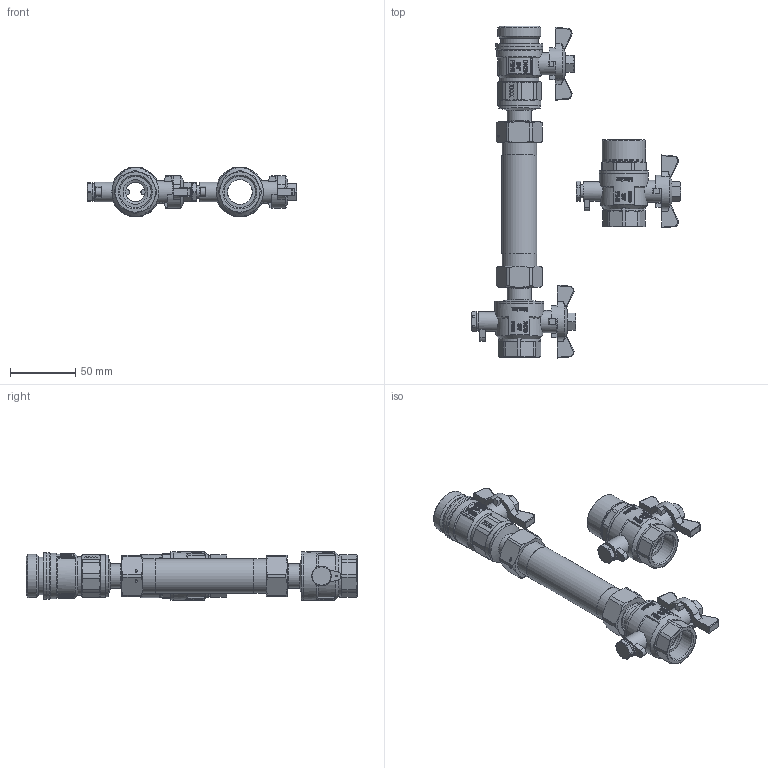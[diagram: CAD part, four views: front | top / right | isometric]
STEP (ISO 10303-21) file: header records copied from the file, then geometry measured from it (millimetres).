
FILE_DESCRIPTION(/* description */ ('Unknown'),/* implementation_level */ '2;1');
FILE_NAME(/* name */ '80160015',/* time_stamp */ '2023-07-12T13:23:29+02:00',/* author */ ('Unknown'),/* organization */ ('Unknown'),/* preprocessor_version */ 'ST-DEVELOPER v18.102',/* originating_system */ 'Solid Edge',/* authorisation */ 'Unknown');
FILE_SCHEMA (('AUTOMOTIVE_DESIGN {1 0 10303 214 3 1 1}'));
Length unit declared in the file: millimetre
Products named in the file (43): 80160015; 98708712-3_4x110; 722-55_oa_0; 722-55-Einschraubteil-co; Einschraubteil; 97000077_24x15x2 - 3_4; sperring; Überwurfmutter_3_4; B1; F-griff.1; M8-1_2-3_4.1; Kvrper-co_oa_1; Körper_; Dichtung_0; Schtaube; Spindel-co_oa_2; Stopfbuchse; Spindel; 725_55; StoppRing; Speerring; Dichtung; Stütze; Überwurfmutter; O-Ring; 707-56; Fl_gelgriff; Flügelgriff 1_4 - 3_4; 600-1_2-Mutter-Fl-G; 707-05-Kvrper; 711_56_oa_3; F-griff; M8-1_2-3_4; 711-56-Einschraubteil; Kvrper-co_oa_4; Kvrper; Spindel-co; Spindeldichtung
Assembly tree (42 placements, depth 4):
  80160015
    98708712-3_4x110
    722-55_oa_0
      722-55-Einschraubteil-co
        Einschraubteil
        97000077_24x15x2 - 3_4
        sperring
        Überwurfmutter_3_4
      B1
        F-griff.1
        M8-1_2-3_4.1
      Kvrper-co_oa_1
        Körper_
        Dichtung_0
        Schtaube
      Spindel-co_oa_2
        Stopfbuchse
        Spindel
    725_55
      StoppRing
      Speerring
      Dichtung
      Stütze
      Überwurfmutter
      O-Ring
    707-56
      Fl_gelgriff
        Flügelgriff 1_4 - 3_4
        600-1_2-Mutter-Fl-G
      Einschraubteil
      707-05-Kvrper
    711_56_oa_3
      B1
        F-griff
        M8-1_2-3_4
      711-56-Einschraubteil
      Kvrper-co_oa_4
        Kvrper
        Schtaube
      Spindel-co
        Stopfbuchse
        Spindel
        Spindeldichtung
Bounding box: 160.6 x 255.05 x 38.39 mm (x, y, z)
Volume: 151074 mm3; surface area: 104181.9 mm2
Topology: 30 solids, 30 shells, 3323 faces, 9154 edges, 6052 vertices
Faces by surface type: plane 2644, cylinder 400, cone 200, bspline 48, sphere 28, torus 3
Full cylindrical faces by diameter (mm): 1.5 x3, 5 x2, 5.9 x2, 6.7 x2, 6.75 x3, 8.7 x1, 8.92 x2, 9 x7, 9.1 x2, 10 x3, 10.5 x2, 11 x3, 12 x2, 12.4 x1, 12.5 x2, 12.647 x1, 13 x1, 14 x2, 15 x4, 16 x5, 17 x3, 18.5 x3, 18.6 x2, 18.9 x1, 19 x5, 20 x1, 21.6 x2, 22 x1, 23 x1, 24 x7
Entity records: 126293 total; most frequent: CARTESIAN_POINT 32479, DIRECTION 19814, ORIENTED_EDGE 17730, EDGE_CURVE 8865, AXIS2_PLACEMENT_3D 8101, VERTEX_POINT 5986, FACE_BOUND 3763, EDGE_LOOP 3760
